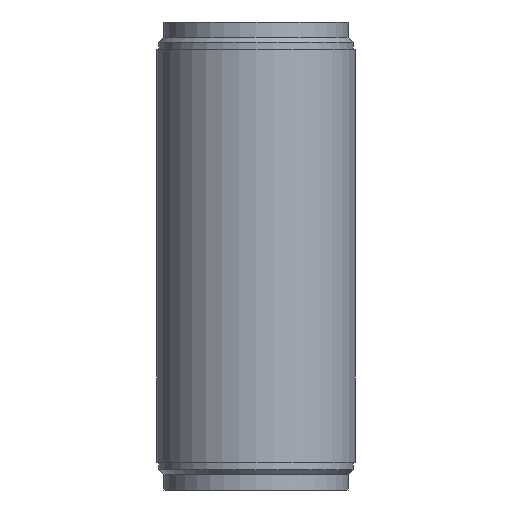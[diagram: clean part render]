
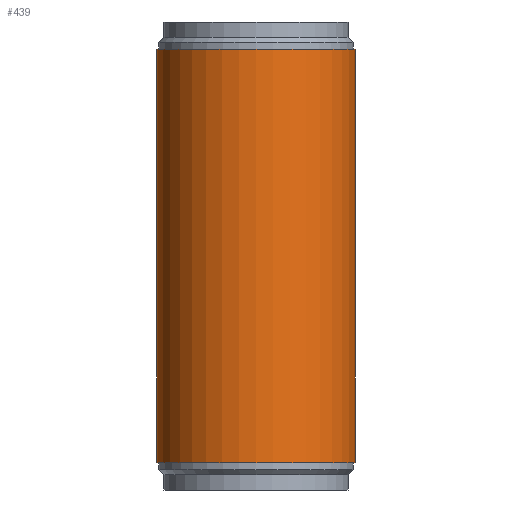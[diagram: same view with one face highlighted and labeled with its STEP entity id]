
A CAD part, left-side view. The second image highlights one B-rep face of the part: STEP entity #439.
In plain terms, the highlighted cylindrical face has radius 368.3 mm (diameter 736.6 mm), a full revolution.
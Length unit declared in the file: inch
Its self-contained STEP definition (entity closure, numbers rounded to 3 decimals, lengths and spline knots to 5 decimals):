
#20=ELLIPSE('',#517,16.80338,14.5);
#22=ELLIPSE('',#520,40.1314,14.5);
#54=CYLINDRICAL_SURFACE('',#522,14.5);
#89=FACE_BOUND('',#201,.T.);
#90=FACE_BOUND('',#202,.T.);
#128=FACE_OUTER_BOUND('',#200,.T.);
#200=EDGE_LOOP('',(#392));
#201=EDGE_LOOP('',(#393));
#202=EDGE_LOOP('',(#394,#395));
#229=CIRCLE('',#498,14.5);
#232=CIRCLE('',#504,14.5);
#262=VERTEX_POINT('',#752);
#265=VERTEX_POINT('',#761);
#271=VERTEX_POINT('',#1208);
#272=VERTEX_POINT('',#1209);
#299=EDGE_CURVE('',#262,#262,#229,.T.);
#302=EDGE_CURVE('',#265,#265,#232,.T.);
#311=EDGE_CURVE('',#272,#271,#20,.T.);
#313=EDGE_CURVE('',#271,#272,#22,.T.);
#392=ORIENTED_EDGE('',*,*,#299,.T.);
#393=ORIENTED_EDGE('',*,*,#302,.T.);
#394=ORIENTED_EDGE('',*,*,#311,.F.);
#395=ORIENTED_EDGE('',*,*,#313,.F.);
#439=ADVANCED_FACE('',(#128,#89,#90),#54,.T.);
#498=AXIS2_PLACEMENT_3D('',#753,#625,#626);
#504=AXIS2_PLACEMENT_3D('',#762,#637,#638);
#517=AXIS2_PLACEMENT_3D('',#1211,#663,#664);
#520=AXIS2_PLACEMENT_3D('',#1464,#669,#670);
#522=AXIS2_PLACEMENT_3D('',#1466,#673,#674);
#625=DIRECTION('center_axis',(0.,0.,1.));
#626=DIRECTION('ref_axis',(-1.,0.,0.));
#637=DIRECTION('center_axis',(0.,0.,-1.));
#638=DIRECTION('ref_axis',(-1.,0.,0.));
#663=DIRECTION('center_axis',(0.505,0.,0.863));
#664=DIRECTION('ref_axis',(0.863,0.,-0.505));
#669=DIRECTION('center_axis',(0.932,0.,-0.361));
#670=DIRECTION('ref_axis',(0.361,0.,0.932));
#673=DIRECTION('center_axis',(0.,0.,1.));
#674=DIRECTION('ref_axis',(-1.,0.,0.));
#752=CARTESIAN_POINT('',(-14.5,0.,-15.49606));
#753=CARTESIAN_POINT('Origin',(0.,0.,-15.49606));
#761=CARTESIAN_POINT('',(14.5,0.,45.02362));
#762=CARTESIAN_POINT('Origin',(0.,0.,45.02362));
#1208=CARTESIAN_POINT('',(0.,14.5,0.));
#1209=CARTESIAN_POINT('',(0.,-14.5,0.));
#1211=CARTESIAN_POINT('Origin',(0.,0.,0.));
#1464=CARTESIAN_POINT('Origin',(0.,0.,0.));
#1466=CARTESIAN_POINT('Origin',(0.,0.,0.));
